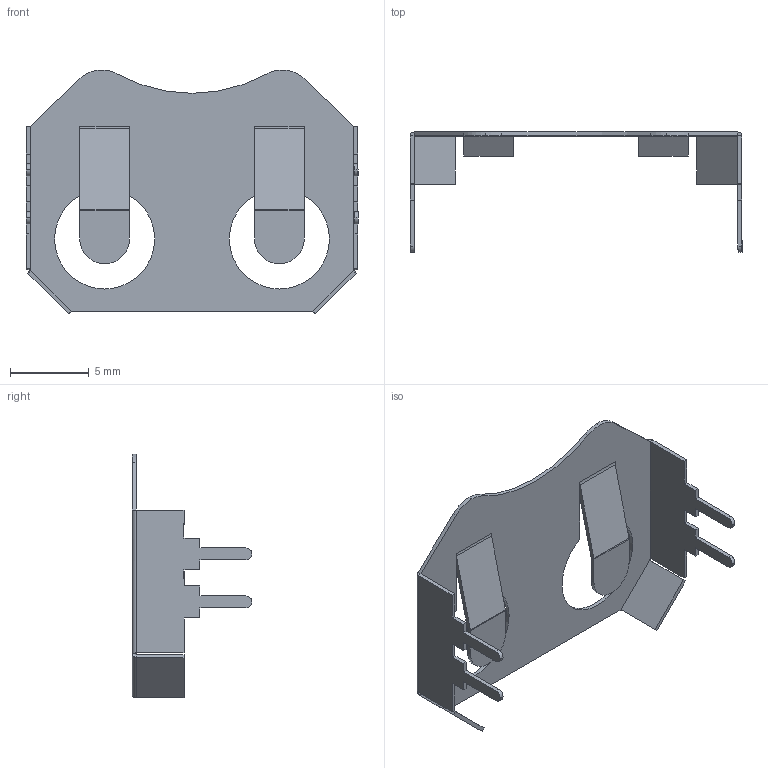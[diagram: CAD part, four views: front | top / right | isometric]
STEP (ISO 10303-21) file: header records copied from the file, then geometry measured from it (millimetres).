
FILE_DESCRIPTION (( 'STEP AP214' ), '1' );
FILE_NAME ('BAT-HLD-001-THM.STEP', '2020-10-08T21:15:47', ( '' ), ( '' ), 'SwSTEP 2.0', 'SolidWorks 2017', '' );
FILE_SCHEMA (( 'AUTOMOTIVE_DESIGN' ));
Length unit declared in the file: inch
Products named in the file (1): BAT-HLD-001-THM
Bounding box: 21.08 x 7.62 x 15.49 mm (x, y, z)
Volume: 88.7 mm3; surface area: 753 mm2
Topology: 1 solids, 1 shells, 133 faces, 330 edges, 200 vertices
Faces by surface type: plane 102, cylinder 27, bspline 4
Entity records: 3922 total; most frequent: CARTESIAN_POINT 724, ORIENTED_EDGE 660, DIRECTION 636, EDGE_CURVE 330, VECTOR 276, LINE 276, VERTEX_POINT 200, AXIS2_PLACEMENT_3D 180
